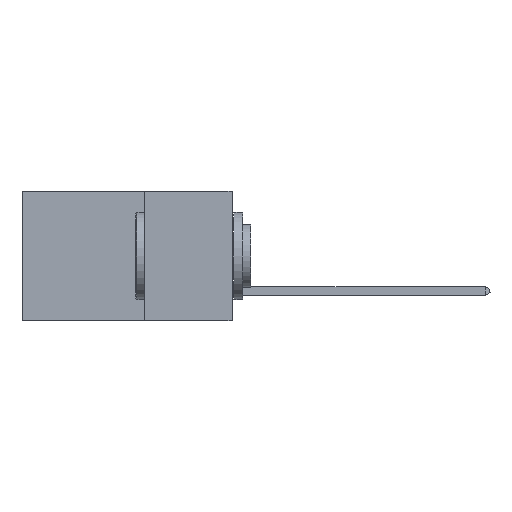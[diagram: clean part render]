
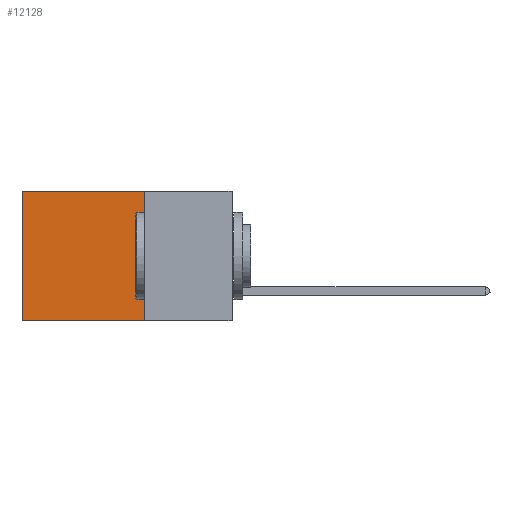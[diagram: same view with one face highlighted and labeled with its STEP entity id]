
A CAD part, left-side view. The second image highlights one B-rep face of the part: STEP entity #12128.
In plain terms, the highlighted planar face has unit normal (-1, 0, 0).
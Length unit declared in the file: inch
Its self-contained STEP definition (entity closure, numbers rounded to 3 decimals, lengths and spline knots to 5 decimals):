
#112 = EDGE_CURVE ( 'NONE', #13334, #2760, #7389, .T. ) ;
#190 = CARTESIAN_POINT ( 'NONE',  ( 0.2875, 0.25, 0. ) ) ;
#227 = EDGE_CURVE ( 'NONE', #5776, #13334, #2363, .T. ) ;
#300 = CARTESIAN_POINT ( 'NONE',  ( 0.2875, 0.25, 0. ) ) ;
#1637 = CARTESIAN_POINT ( 'NONE',  ( 0.2875, 0.6, 0. ) ) ;
#1798 = ORIENTED_EDGE ( 'NONE', *, *, #9993, .F. ) ;
#1814 = DIRECTION ( 'NONE',  ( 0., 1., 0. ) ) ;
#2363 = LINE ( 'NONE', #7331, #14670 ) ;
#2485 = CARTESIAN_POINT ( 'NONE',  ( 0.2875, 0.6, -0.37 ) ) ;
#2760 = VERTEX_POINT ( 'NONE', #2485 ) ;
#4050 = LINE ( 'NONE', #14090, #6735 ) ;
#4322 = CARTESIAN_POINT ( 'NONE',  ( 0.2875, 0.25, 0. ) ) ;
#4422 = ORIENTED_EDGE ( 'NONE', *, *, #227, .T. ) ;
#5123 = CARTESIAN_POINT ( 'NONE',  ( 0.2875, 0.25, -0.37 ) ) ;
#5302 = CARTESIAN_POINT ( 'NONE',  ( 0.2875, 0.6, 0. ) ) ;
#5776 = VERTEX_POINT ( 'NONE', #190 ) ;
#6735 = VECTOR ( 'NONE', #9651, 39.37008 ) ;
#7331 = CARTESIAN_POINT ( 'NONE',  ( 0.2875, 0.25, 0. ) ) ;
#7389 = LINE ( 'NONE', #5302, #12012 ) ;
#7509 = DIRECTION ( 'NONE',  ( 0., 0., -1. ) ) ;
#7847 = DIRECTION ( 'NONE',  ( 0., 0., -1. ) ) ;
#9049 = ORIENTED_EDGE ( 'NONE', *, *, #112, .T. ) ;
#9405 = DIRECTION ( 'NONE',  ( 0., 0., -1. ) ) ;
#9651 = DIRECTION ( 'NONE',  ( 0., 1., 0. ) ) ;
#9993 = EDGE_CURVE ( 'NONE', #14658, #2760, #4050, .T. ) ;
#10120 = PLANE ( 'NONE',  #11755 ) ;
#10247 = VECTOR ( 'NONE', #9405, 39.37008 ) ;
#10604 = LINE ( 'NONE', #300, #10247 ) ;
#10665 = EDGE_CURVE ( 'NONE', #5776, #14658, #10604, .T. ) ;
#11128 = DIRECTION ( 'NONE',  ( 1., 0., 0. ) ) ;
#11755 = AXIS2_PLACEMENT_3D ( 'NONE', #4322, #11128, #7847 ) ;
#12012 = VECTOR ( 'NONE', #7509, 39.37008 ) ;
#12128 = ADVANCED_FACE ( 'NONE', ( #12547 ), #10120, .F. ) ;
#12547 = FACE_OUTER_BOUND ( 'NONE', #14607, .T. ) ;
#13334 = VERTEX_POINT ( 'NONE', #1637 ) ;
#14090 = CARTESIAN_POINT ( 'NONE',  ( 0.2875, 0.25, -0.37 ) ) ;
#14262 = ORIENTED_EDGE ( 'NONE', *, *, #10665, .F. ) ;
#14607 = EDGE_LOOP ( 'NONE', ( #9049, #1798, #14262, #4422 ) ) ;
#14658 = VERTEX_POINT ( 'NONE', #5123 ) ;
#14670 = VECTOR ( 'NONE', #1814, 39.37008 ) ;
